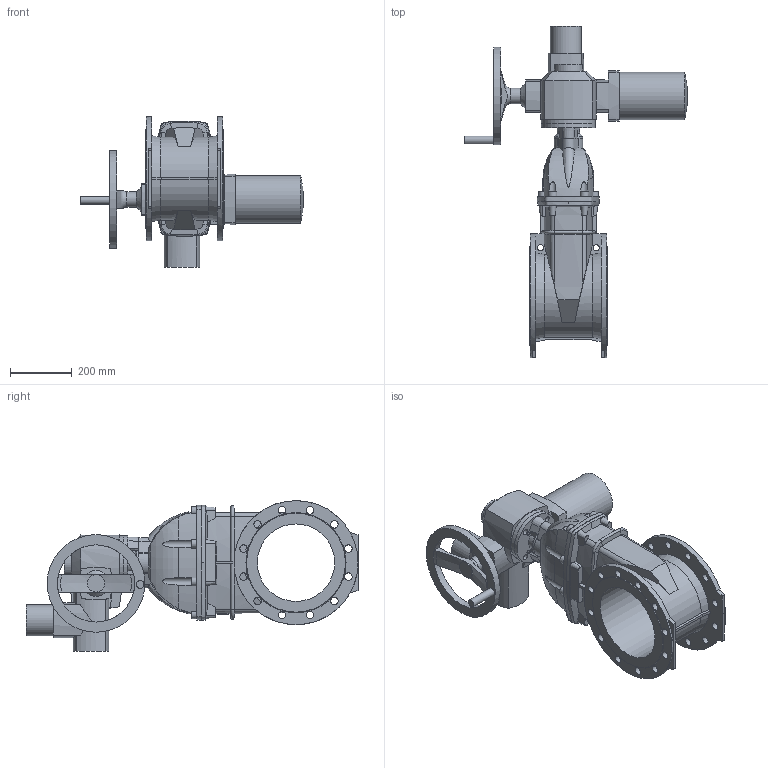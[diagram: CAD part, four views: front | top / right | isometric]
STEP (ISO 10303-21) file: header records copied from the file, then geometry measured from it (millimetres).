
FILE_DESCRIPTION (( 'STEP AP203' ), '1' );
FILE_NAME ('O_15_42_DN250_00_step with AUMA.STEP', '2015-06-11T07:38:52', ( '' ), ( '' ), 'SwSTEP 2.0', 'SolidWorks 2012', '' );
FILE_SCHEMA (( 'CONFIG_CONTROL_DESIGN' ));
Length unit declared in the file: millimetre
Products named in the file (1): O_15_42_DN250_00_step with AUMA
Bounding box: 721 x 1071 x 486 mm (x, y, z)
Volume: 38643674.3 mm3; surface area: 1775136.6 mm2
Topology: 1 solids, 1 shells, 433 faces, 1209 edges, 799 vertices
Faces by surface type: plane 155, cylinder 129, cone 65, bspline 64, torus 19, sphere 1
Full cylindrical faces by diameter (mm): 12 x4, 18 x4, 20 x2, 24.5 x24, 25 x1, 50 x1, 56 x1, 90 x1, 100 x1, 153 x1, 175 x2, 249 x1, 250 x1, 315 x1, 400 x2
Entity records: 18141 total; most frequent: CARTESIAN_POINT 8091, ORIENTED_EDGE 2242, DIRECTION 1764, EDGE_CURVE 1121, VERTEX_POINT 762, AXIS2_PLACEMENT_3D 753, EDGE_LOOP 563, FACE_OUTER_BOUND 482
